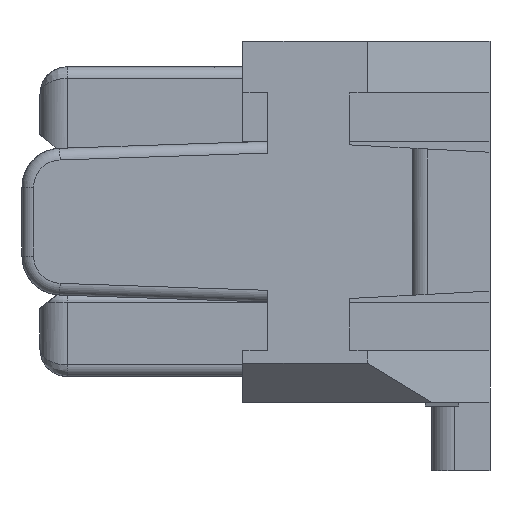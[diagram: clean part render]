
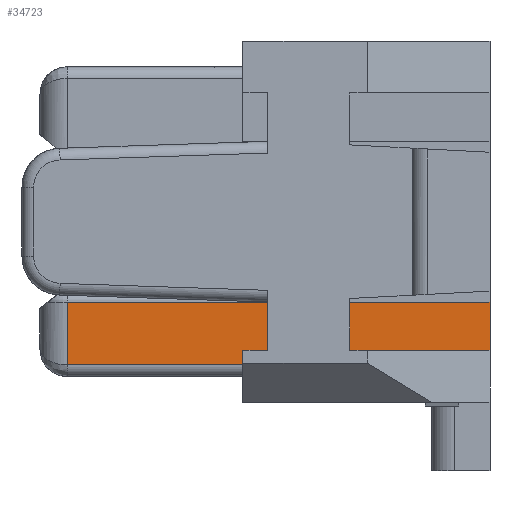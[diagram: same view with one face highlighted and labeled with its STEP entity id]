
A CAD part, front view. The second image highlights one B-rep face of the part: STEP entity #34723.
In plain terms, the highlighted planar face has unit normal (0, -1, 0).
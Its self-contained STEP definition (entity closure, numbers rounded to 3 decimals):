
#4626 = LINE ( 'NONE', #42662, #25624 ) ;
#4731 = DIRECTION ( 'NONE',  ( 0., 1., 0. ) ) ;
#5291 = CARTESIAN_POINT ( 'NONE',  ( 0.35, -15.15, -1.835 ) ) ;
#7389 = LINE ( 'NONE', #29472, #28570 ) ;
#7732 = FACE_OUTER_BOUND ( 'NONE', #12849, .T. ) ;
#8434 = LINE ( 'NONE', #51041, #29087 ) ;
#8456 = VERTEX_POINT ( 'NONE', #39501 ) ;
#8782 = CARTESIAN_POINT ( 'NONE',  ( 2.6, -15.15, -1.03 ) ) ;
#9260 = LINE ( 'NONE', #51461, #30444 ) ;
#9656 = DIRECTION ( 'NONE',  ( 1., 0., 0. ) ) ;
#9941 = VERTEX_POINT ( 'NONE', #48100 ) ;
#10194 = DIRECTION ( 'NONE',  ( 0., 0., -1. ) ) ;
#10476 = DIRECTION ( 'NONE',  ( 1., 0., 0. ) ) ;
#12849 = EDGE_LOOP ( 'NONE', ( #47807, #24924, #19567, #50030, #22000, #42192, #41587 ) ) ;
#13225 = CARTESIAN_POINT ( 'NONE',  ( 2.6, -15.15, -1.835 ) ) ;
#13291 = CARTESIAN_POINT ( 'NONE',  ( 0., -15.15, 0. ) ) ;
#13748 = EDGE_CURVE ( 'NONE', #32033, #18943, #19293, .T. ) ;
#18943 = VERTEX_POINT ( 'NONE', #27648 ) ;
#19293 = LINE ( 'NONE', #45908, #41635 ) ;
#19567 = ORIENTED_EDGE ( 'NONE', *, *, #51732, .T. ) ;
#22000 = ORIENTED_EDGE ( 'NONE', *, *, #56228, .F. ) ;
#24924 = ORIENTED_EDGE ( 'NONE', *, *, #55930, .T. ) ;
#25560 = EDGE_CURVE ( 'NONE', #9941, #51763, #48133, .T. ) ;
#25624 = VECTOR ( 'NONE', #47591, 1000. ) ;
#27648 = CARTESIAN_POINT ( 'NONE',  ( 5.77, -15.15, -1.03 ) ) ;
#27945 = VECTOR ( 'NONE', #10476, 1000. ) ;
#28570 = VECTOR ( 'NONE', #10194, 1000. ) ;
#29087 = VECTOR ( 'NONE', #61279, 1000. ) ;
#29472 = CARTESIAN_POINT ( 'NONE',  ( 0.35, -15.15, -1.03 ) ) ;
#30036 = LINE ( 'NONE', #37280, #50981 ) ;
#30175 = CARTESIAN_POINT ( 'NONE',  ( 2.6, -15.15, -1.65 ) ) ;
#30444 = VECTOR ( 'NONE', #32135, 1000. ) ;
#31243 = AXIS2_PLACEMENT_3D ( 'NONE', #13291, #4731, #9656 ) ;
#32033 = VERTEX_POINT ( 'NONE', #8782 ) ;
#32135 = DIRECTION ( 'NONE',  ( 0., 0., -1. ) ) ;
#34233 = VERTEX_POINT ( 'NONE', #5291 ) ;
#34723 = ADVANCED_FACE ( 'NONE', ( #7732 ), #62538, .F. ) ;
#36850 = DIRECTION ( 'NONE',  ( 0., 0., 1. ) ) ;
#37280 = CARTESIAN_POINT ( 'NONE',  ( 2.6, -15.15, -1.835 ) ) ;
#39501 = CARTESIAN_POINT ( 'NONE',  ( 0.35, -15.15, -1.03 ) ) ;
#41587 = ORIENTED_EDGE ( 'NONE', *, *, #46970, .F. ) ;
#41635 = VECTOR ( 'NONE', #55070, 1000. ) ;
#42192 = ORIENTED_EDGE ( 'NONE', *, *, #13748, .F. ) ;
#42662 = CARTESIAN_POINT ( 'NONE',  ( 0.35, -15.15, -1.03 ) ) ;
#45908 = CARTESIAN_POINT ( 'NONE',  ( 2.6, -15.15, -1.03 ) ) ;
#46305 = CARTESIAN_POINT ( 'NONE',  ( 5.77, -15.15, -1.65 ) ) ;
#46970 = EDGE_CURVE ( 'NONE', #8456, #32033, #4626, .T. ) ;
#47591 = DIRECTION ( 'NONE',  ( 1., 0., 0. ) ) ;
#47807 = ORIENTED_EDGE ( 'NONE', *, *, #55965, .T. ) ;
#48100 = CARTESIAN_POINT ( 'NONE',  ( 2.6, -15.15, -1.65 ) ) ;
#48133 = LINE ( 'NONE', #30175, #27945 ) ;
#50030 = ORIENTED_EDGE ( 'NONE', *, *, #25560, .T. ) ;
#50981 = VECTOR ( 'NONE', #36850, 1000. ) ;
#51041 = CARTESIAN_POINT ( 'NONE',  ( 0.35, -15.15, -1.835 ) ) ;
#51139 = VERTEX_POINT ( 'NONE', #13225 ) ;
#51461 = CARTESIAN_POINT ( 'NONE',  ( 5.77, -15.15, -1.03 ) ) ;
#51732 = EDGE_CURVE ( 'NONE', #51139, #9941, #30036, .T. ) ;
#51763 = VERTEX_POINT ( 'NONE', #46305 ) ;
#55070 = DIRECTION ( 'NONE',  ( 1., 0., 0. ) ) ;
#55930 = EDGE_CURVE ( 'NONE', #34233, #51139, #8434, .T. ) ;
#55965 = EDGE_CURVE ( 'NONE', #8456, #34233, #7389, .T. ) ;
#56228 = EDGE_CURVE ( 'NONE', #18943, #51763, #9260, .T. ) ;
#61279 = DIRECTION ( 'NONE',  ( 1., 0., 0. ) ) ;
#62538 = PLANE ( 'NONE',  #31243 ) ;
